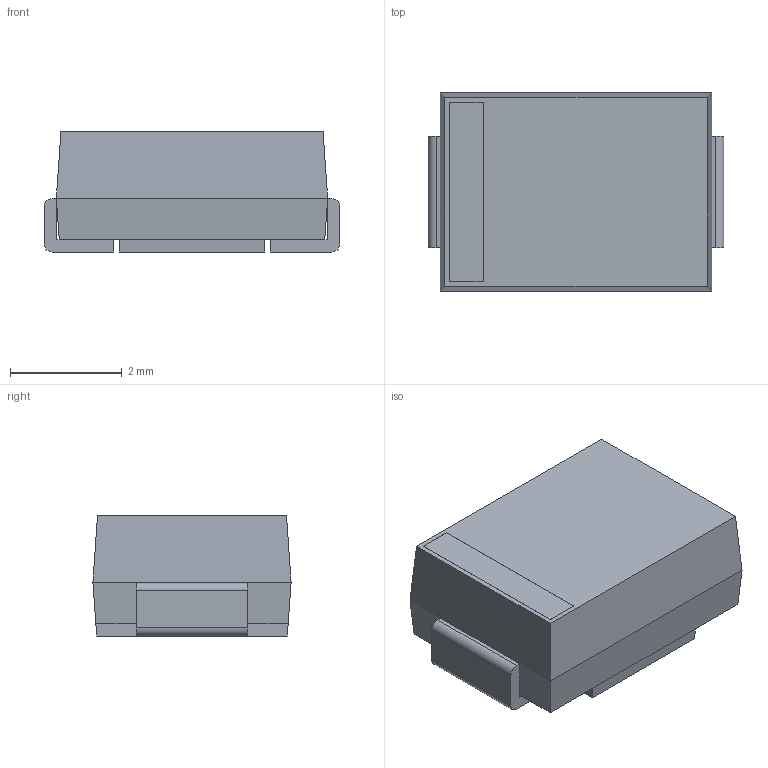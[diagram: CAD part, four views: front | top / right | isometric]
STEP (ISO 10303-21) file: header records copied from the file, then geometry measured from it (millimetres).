
FILE_DESCRIPTION(/* description */ ('model of D_SMB_Standard'),/* implementation_level */ '2;1');
FILE_NAME(/* name */ 'D_SMB_Standard.step',/* time_stamp */ '2017-03-20T13:26:53',/* author */ ('kicad StepUp','ksu'),/* organization */ ('FreeCAD'),/* preprocessor_version */ 'OCC',/* originating_system */ 'kicad StepUp',/* authorisation */ '');
FILE_SCHEMA(('AUTOMOTIVE_DESIGN_CC2 { 1 2 10303 214 -1 1 5 4 }'));
Length unit declared in the file: millimetre
Products named in the file (1): D_SMB_Standard
Bounding box: 5.3 x 3.55 x 2.15 mm (x, y, z)
Volume: 35.8 mm3; surface area: 77.9 mm2
Topology: 1 solids, 1 shells, 41 faces, 110 edges, 72 vertices
Faces by surface type: plane 27, bspline 10, cylinder 4
Entity records: 2133 total; most frequent: CARTESIAN_POINT 870, ORIENTED_EDGE 220, DIRECTION 160, EDGE_CURVE 110, LINE 80, VECTOR 80, VERTEX_POINT 72, FACE_BOUND 42
